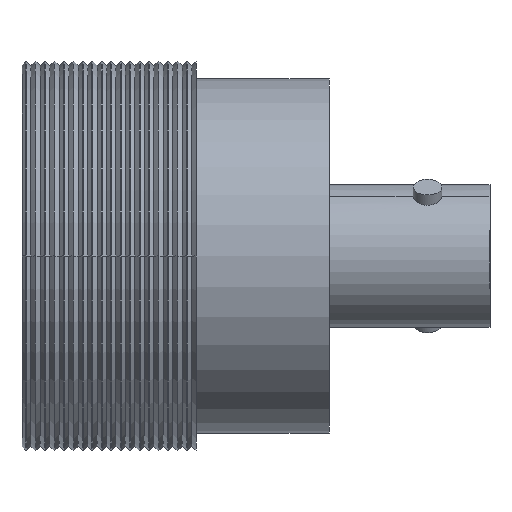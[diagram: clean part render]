
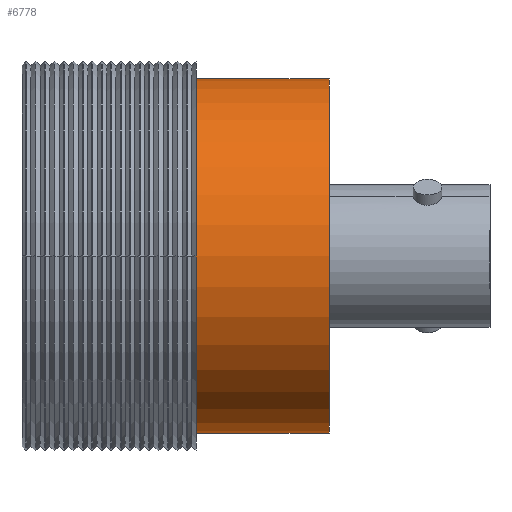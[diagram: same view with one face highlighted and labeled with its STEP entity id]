
A CAD part, left-side view. The second image highlights one B-rep face of the part: STEP entity #6778.
In plain terms, the highlighted cylindrical face has radius 11.9 mm (diameter 23.8 mm), a partial arc.
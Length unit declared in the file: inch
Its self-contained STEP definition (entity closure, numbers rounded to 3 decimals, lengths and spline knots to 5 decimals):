
#5884 = EDGE_CURVE ( 'NONE', #8834, #8858, #23721, .T. ) ;
#5887 = EDGE_CURVE ( 'NONE', #8838, #8845, #23723, .T. ) ;
#6778 = ADVANCED_FACE ( 'NONE', ( #10409 ), #10438, .T. ) ;
#7965 = DIRECTION ( 'NONE',  ( 0., -1., 0. ) ) ;
#7989 = CARTESIAN_POINT ( 'NONE',  ( 0., -0.69866, 0. ) ) ;
#8008 = DIRECTION ( 'NONE',  ( 0., 0., -1. ) ) ;
#8834 = VERTEX_POINT ( 'NONE', #17761 ) ;
#8838 = VERTEX_POINT ( 'NONE', #17814 ) ;
#8845 = VERTEX_POINT ( 'NONE', #17812 ) ;
#8858 = VERTEX_POINT ( 'NONE', #17821 ) ;
#9616 = AXIS2_PLACEMENT_3D ( 'NONE', #7989, #7965, #8008 ) ;
#10106 = EDGE_CURVE ( 'NONE', #8834, #8838, #16626, .T. ) ;
#10107 = EDGE_CURVE ( 'NONE', #8858, #8845, #16628, .T. ) ;
#10409 = FACE_OUTER_BOUND ( 'NONE', #11237, .T. ) ;
#10438 = CYLINDRICAL_SURFACE ( 'NONE', #9616, 0.4685 ) ;
#11132 = ORIENTED_EDGE ( 'NONE', *, *, #5884, .F. ) ;
#11133 = ORIENTED_EDGE ( 'NONE', *, *, #10106, .T. ) ;
#11134 = ORIENTED_EDGE ( 'NONE', *, *, #5887, .T. ) ;
#11135 = ORIENTED_EDGE ( 'NONE', *, *, #10107, .F. ) ;
#11237 = EDGE_LOOP ( 'NONE', ( #11132, #11133, #11134, #11135 ) ) ;
#16626 = CIRCLE ( 'NONE', #18286, 0.4685 ) ;
#16628 = CIRCLE ( 'NONE', #18287, 0.4685 ) ;
#17761 = CARTESIAN_POINT ( 'NONE',  ( 0., 0.351, 0.4685 ) ) ;
#17812 = CARTESIAN_POINT ( 'NONE',  ( 0., 0., -0.4685 ) ) ;
#17814 = CARTESIAN_POINT ( 'NONE',  ( 0., 0.351, -0.4685 ) ) ;
#17821 = CARTESIAN_POINT ( 'NONE',  ( 0., 0., 0.4685 ) ) ;
#18286 = AXIS2_PLACEMENT_3D ( 'NONE', #18580, #18581, #18582 ) ;
#18287 = AXIS2_PLACEMENT_3D ( 'NONE', #18583, #18584, #18585 ) ;
#18580 = CARTESIAN_POINT ( 'NONE',  ( 0., 0.351, 0. ) ) ;
#18581 = DIRECTION ( 'NONE',  ( 0., -1., 0. ) ) ;
#18582 = DIRECTION ( 'NONE',  ( 0., 0., -1. ) ) ;
#18583 = CARTESIAN_POINT ( 'NONE',  ( 0., 0., 0. ) ) ;
#18584 = DIRECTION ( 'NONE',  ( 0., -1., 0. ) ) ;
#18585 = DIRECTION ( 'NONE',  ( 0., 0., -1. ) ) ;
#23721 = LINE ( 'NONE', #23908, #23725 ) ;
#23723 = LINE ( 'NONE', #23913, #23728 ) ;
#23725 = VECTOR ( 'NONE', #23906, 39.37008 ) ;
#23728 = VECTOR ( 'NONE', #23907, 39.37008 ) ;
#23906 = DIRECTION ( 'NONE',  ( 0., -1., 0. ) ) ;
#23907 = DIRECTION ( 'NONE',  ( 0., -1., 0. ) ) ;
#23908 = CARTESIAN_POINT ( 'NONE',  ( 0., -0.69866, 0.4685 ) ) ;
#23913 = CARTESIAN_POINT ( 'NONE',  ( 0., -0.69866, -0.4685 ) ) ;
